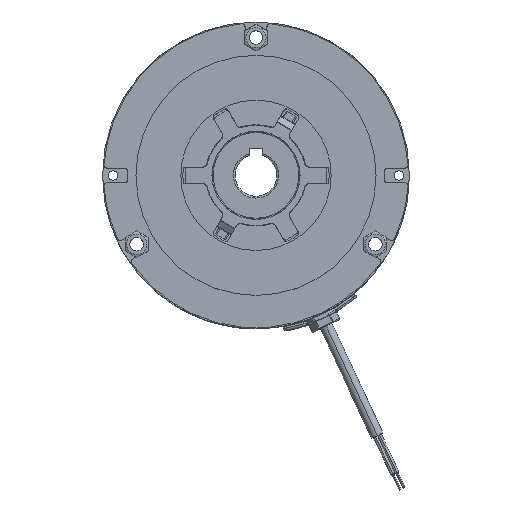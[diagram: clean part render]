
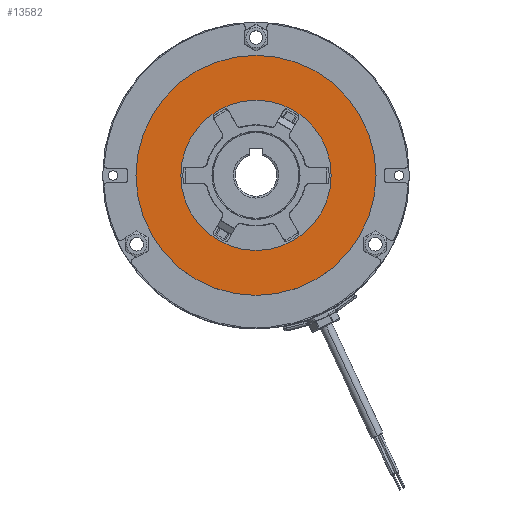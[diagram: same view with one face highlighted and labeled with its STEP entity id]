
A CAD part, top view. The second image highlights one B-rep face of the part: STEP entity #13582.
In plain terms, the highlighted planar face has unit normal (0, 0, 1).
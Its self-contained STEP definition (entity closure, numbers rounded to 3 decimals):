
#21 = CARTESIAN_POINT ( 'NONE',  ( 0., 0., 6. ) ) ;
#1218 = AXIS2_PLACEMENT_3D ( 'NONE', #11860, #7925, #14016 ) ;
#1503 = EDGE_CURVE ( 'NONE', #23821, #14414, #24845, .T. ) ;
#2748 = DIRECTION ( 'NONE',  ( 1., 0., 0. ) ) ;
#4382 = DIRECTION ( 'NONE',  ( 1., 0., 0. ) ) ;
#4963 = CARTESIAN_POINT ( 'NONE',  ( -36., 0., 6. ) ) ;
#5945 = EDGE_LOOP ( 'NONE', ( #25627, #6705 ) ) ;
#6405 = FACE_OUTER_BOUND ( 'NONE', #5945, .T. ) ;
#6705 = ORIENTED_EDGE ( 'NONE', *, *, #20873, .F. ) ;
#6911 = AXIS2_PLACEMENT_3D ( 'NONE', #15116, #17017, #2748 ) ;
#7725 = AXIS2_PLACEMENT_3D ( 'NONE', #14751, #23017, #4382 ) ;
#7925 = DIRECTION ( 'NONE',  ( 0., 0., -1. ) ) ;
#8235 = EDGE_CURVE ( 'NONE', #14414, #23821, #24625, .T. ) ;
#9140 = CARTESIAN_POINT ( 'NONE',  ( 0., 0., 6. ) ) ;
#10459 = DIRECTION ( 'NONE',  ( 0., 0., -1. ) ) ;
#11860 = CARTESIAN_POINT ( 'NONE',  ( 0., 0., 6. ) ) ;
#12237 = EDGE_CURVE ( 'NONE', #13783, #21178, #18550, .T. ) ;
#13453 = CARTESIAN_POINT ( 'NONE',  ( 36., 0., 6. ) ) ;
#13582 = ADVANCED_FACE ( 'NONE', ( #6405, #19181 ), #24898, .T. ) ;
#13783 = VERTEX_POINT ( 'NONE', #21603 ) ;
#14016 = DIRECTION ( 'NONE',  ( -1., 0., 0. ) ) ;
#14414 = VERTEX_POINT ( 'NONE', #4963 ) ;
#14563 = AXIS2_PLACEMENT_3D ( 'NONE', #21, #10459, #26765 ) ;
#14751 = CARTESIAN_POINT ( 'NONE',  ( 0., 0., 6. ) ) ;
#15116 = CARTESIAN_POINT ( 'NONE',  ( 0., 57.5, 6. ) ) ;
#15263 = DIRECTION ( 'NONE',  ( 1., 0., 0. ) ) ;
#17017 = DIRECTION ( 'NONE',  ( 0., 0., 1. ) ) ;
#18550 = CIRCLE ( 'NONE', #1218, 57.5 ) ;
#19080 = EDGE_LOOP ( 'NONE', ( #25714, #23122 ) ) ;
#19181 = FACE_BOUND ( 'NONE', #19080, .T. ) ;
#20873 = EDGE_CURVE ( 'NONE', #21178, #13783, #23245, .T. ) ;
#21178 = VERTEX_POINT ( 'NONE', #23216 ) ;
#21603 = CARTESIAN_POINT ( 'NONE',  ( -57.5, 0., 6. ) ) ;
#23017 = DIRECTION ( 'NONE',  ( 0., 0., 1. ) ) ;
#23122 = ORIENTED_EDGE ( 'NONE', *, *, #1503, .F. ) ;
#23216 = CARTESIAN_POINT ( 'NONE',  ( 57.5, 0., 6. ) ) ;
#23245 = CIRCLE ( 'NONE', #14563, 57.5 ) ;
#23821 = VERTEX_POINT ( 'NONE', #13453 ) ;
#24392 = AXIS2_PLACEMENT_3D ( 'NONE', #9140, #25728, #15263 ) ;
#24625 = CIRCLE ( 'NONE', #7725, 36. ) ;
#24845 = CIRCLE ( 'NONE', #24392, 36. ) ;
#24898 = PLANE ( 'NONE',  #6911 ) ;
#25627 = ORIENTED_EDGE ( 'NONE', *, *, #12237, .F. ) ;
#25714 = ORIENTED_EDGE ( 'NONE', *, *, #8235, .F. ) ;
#25728 = DIRECTION ( 'NONE',  ( 0., 0., 1. ) ) ;
#26765 = DIRECTION ( 'NONE',  ( -1., 0., 0. ) ) ;
